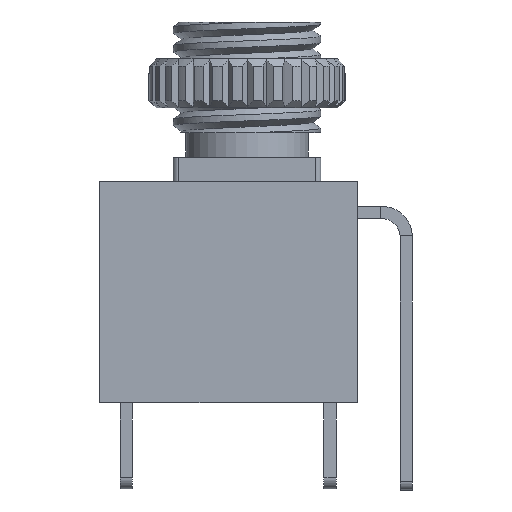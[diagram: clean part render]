
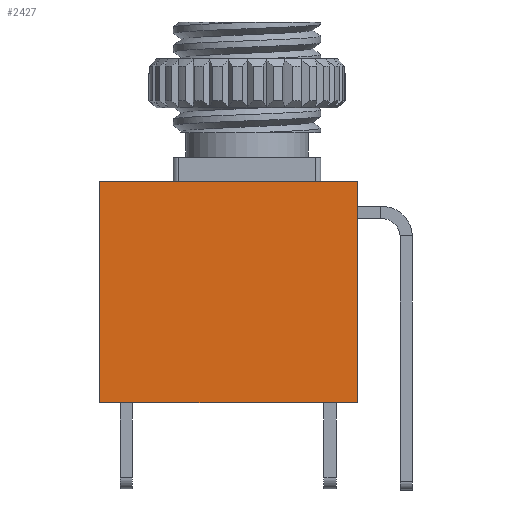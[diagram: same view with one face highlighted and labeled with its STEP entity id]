
A CAD part, left-side view. The second image highlights one B-rep face of the part: STEP entity #2427.
In plain terms, the highlighted planar face has unit normal (-1, 0, 0).
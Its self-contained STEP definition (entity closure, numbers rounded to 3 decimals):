
#32 = PLANE('',#33);
#33 = AXIS2_PLACEMENT_3D('',#34,#35,#36);
#34 = CARTESIAN_POINT('',(0.,0.75,9.));
#35 = DIRECTION('',(-0.,-0.,-1.));
#36 = DIRECTION('',(-1.,0.,0.));
#57 = VERTEX_POINT('',#58);
#58 = CARTESIAN_POINT('',(-4.5,-4.5,9.));
#72 = PLANE('',#73);
#73 = AXIS2_PLACEMENT_3D('',#74,#75,#76);
#74 = CARTESIAN_POINT('',(4.5,-4.5,0.));
#75 = DIRECTION('',(0.,-1.,0.));
#76 = DIRECTION('',(-1.,0.,0.));
#84 = EDGE_CURVE('',#57,#85,#87,.T.);
#85 = VERTEX_POINT('',#86);
#86 = CARTESIAN_POINT('',(-4.5,6.,9.));
#87 = SURFACE_CURVE('',#88,(#92,#99),.PCURVE_S1.);
#88 = LINE('',#89,#90);
#89 = CARTESIAN_POINT('',(-4.5,-4.5,9.));
#90 = VECTOR('',#91,1.);
#91 = DIRECTION('',(0.,1.,0.));
#92 = PCURVE('',#32,#93);
#93 = DEFINITIONAL_REPRESENTATION('',(#94),#98);
#94 = LINE('',#95,#96);
#95 = CARTESIAN_POINT('',(4.5,-5.25));
#96 = VECTOR('',#97,1.);
#97 = DIRECTION('',(0.,1.));
#98 = ( GEOMETRIC_REPRESENTATION_CONTEXT(2) 
PARAMETRIC_REPRESENTATION_CONTEXT() REPRESENTATION_CONTEXT('2D SPACE',''
  ) );
#99 = PCURVE('',#100,#105);
#100 = PLANE('',#101);
#101 = AXIS2_PLACEMENT_3D('',#102,#103,#104);
#102 = CARTESIAN_POINT('',(-4.5,-4.5,0.));
#103 = DIRECTION('',(-1.,0.,0.));
#104 = DIRECTION('',(0.,1.,0.));
#105 = DEFINITIONAL_REPRESENTATION('',(#106),#110);
#106 = LINE('',#107,#108);
#107 = CARTESIAN_POINT('',(0.,-9.));
#108 = VECTOR('',#109,1.);
#109 = DIRECTION('',(1.,0.));
#110 = ( GEOMETRIC_REPRESENTATION_CONTEXT(2) 
PARAMETRIC_REPRESENTATION_CONTEXT() REPRESENTATION_CONTEXT('2D SPACE',''
  ) );
#128 = PLANE('',#129);
#129 = AXIS2_PLACEMENT_3D('',#130,#131,#132);
#130 = CARTESIAN_POINT('',(-4.5,6.,0.));
#131 = DIRECTION('',(0.,1.,0.));
#132 = DIRECTION('',(1.,0.,0.));
#1834 = VERTEX_POINT('',#1835);
#1835 = CARTESIAN_POINT('',(-4.5,-4.5,0.));
#1849 = PLANE('',#1850);
#1850 = AXIS2_PLACEMENT_3D('',#1851,#1852,#1853);
#1851 = CARTESIAN_POINT('',(0.,0.75,0.));
#1852 = DIRECTION('',(-0.,-0.,-1.));
#1853 = DIRECTION('',(-1.,0.,0.));
#2014 = EDGE_CURVE('',#1834,#57,#2015,.T.);
#2015 = SURFACE_CURVE('',#2016,(#2020,#2027),.PCURVE_S1.);
#2016 = LINE('',#2017,#2018);
#2017 = CARTESIAN_POINT('',(-4.5,-4.5,0.));
#2018 = VECTOR('',#2019,1.);
#2019 = DIRECTION('',(0.,0.,1.));
#2020 = PCURVE('',#72,#2021);
#2021 = DEFINITIONAL_REPRESENTATION('',(#2022),#2026);
#2022 = LINE('',#2023,#2024);
#2023 = CARTESIAN_POINT('',(9.,0.));
#2024 = VECTOR('',#2025,1.);
#2025 = DIRECTION('',(0.,-1.));
#2026 = ( GEOMETRIC_REPRESENTATION_CONTEXT(2) 
PARAMETRIC_REPRESENTATION_CONTEXT() REPRESENTATION_CONTEXT('2D SPACE',''
  ) );
#2027 = PCURVE('',#100,#2028);
#2028 = DEFINITIONAL_REPRESENTATION('',(#2029),#2033);
#2029 = LINE('',#2030,#2031);
#2030 = CARTESIAN_POINT('',(0.,0.));
#2031 = VECTOR('',#2032,1.);
#2032 = DIRECTION('',(0.,-1.));
#2033 = ( GEOMETRIC_REPRESENTATION_CONTEXT(2) 
PARAMETRIC_REPRESENTATION_CONTEXT() REPRESENTATION_CONTEXT('2D SPACE',''
  ) );
#2088 = VERTEX_POINT('',#2089);
#2089 = CARTESIAN_POINT('',(-4.5,6.,0.));
#2110 = EDGE_CURVE('',#2088,#85,#2111,.T.);
#2111 = SURFACE_CURVE('',#2112,(#2116,#2123),.PCURVE_S1.);
#2112 = LINE('',#2113,#2114);
#2113 = CARTESIAN_POINT('',(-4.5,6.,0.));
#2114 = VECTOR('',#2115,1.);
#2115 = DIRECTION('',(0.,0.,1.));
#2116 = PCURVE('',#128,#2117);
#2117 = DEFINITIONAL_REPRESENTATION('',(#2118),#2122);
#2118 = LINE('',#2119,#2120);
#2119 = CARTESIAN_POINT('',(0.,0.));
#2120 = VECTOR('',#2121,1.);
#2121 = DIRECTION('',(0.,-1.));
#2122 = ( GEOMETRIC_REPRESENTATION_CONTEXT(2) 
PARAMETRIC_REPRESENTATION_CONTEXT() REPRESENTATION_CONTEXT('2D SPACE',''
  ) );
#2123 = PCURVE('',#100,#2124);
#2124 = DEFINITIONAL_REPRESENTATION('',(#2125),#2129);
#2125 = LINE('',#2126,#2127);
#2126 = CARTESIAN_POINT('',(10.5,0.));
#2127 = VECTOR('',#2128,1.);
#2128 = DIRECTION('',(0.,-1.));
#2129 = ( GEOMETRIC_REPRESENTATION_CONTEXT(2) 
PARAMETRIC_REPRESENTATION_CONTEXT() REPRESENTATION_CONTEXT('2D SPACE',''
  ) );
#2427 = ADVANCED_FACE('',(#2428),#100,.T.);
#2428 = FACE_BOUND('',#2429,.T.);
#2429 = EDGE_LOOP('',(#2430,#2431,#2432,#2433));
#2430 = ORIENTED_EDGE('',*,*,#2014,.T.);
#2431 = ORIENTED_EDGE('',*,*,#84,.T.);
#2432 = ORIENTED_EDGE('',*,*,#2110,.F.);
#2433 = ORIENTED_EDGE('',*,*,#2434,.F.);
#2434 = EDGE_CURVE('',#1834,#2088,#2435,.T.);
#2435 = SURFACE_CURVE('',#2436,(#2440,#2447),.PCURVE_S1.);
#2436 = LINE('',#2437,#2438);
#2437 = CARTESIAN_POINT('',(-4.5,-4.5,0.));
#2438 = VECTOR('',#2439,1.);
#2439 = DIRECTION('',(0.,1.,0.));
#2440 = PCURVE('',#100,#2441);
#2441 = DEFINITIONAL_REPRESENTATION('',(#2442),#2446);
#2442 = LINE('',#2443,#2444);
#2443 = CARTESIAN_POINT('',(0.,0.));
#2444 = VECTOR('',#2445,1.);
#2445 = DIRECTION('',(1.,0.));
#2446 = ( GEOMETRIC_REPRESENTATION_CONTEXT(2) 
PARAMETRIC_REPRESENTATION_CONTEXT() REPRESENTATION_CONTEXT('2D SPACE',''
  ) );
#2447 = PCURVE('',#1849,#2448);
#2448 = DEFINITIONAL_REPRESENTATION('',(#2449),#2453);
#2449 = LINE('',#2450,#2451);
#2450 = CARTESIAN_POINT('',(4.5,-5.25));
#2451 = VECTOR('',#2452,1.);
#2452 = DIRECTION('',(0.,1.));
#2453 = ( GEOMETRIC_REPRESENTATION_CONTEXT(2) 
PARAMETRIC_REPRESENTATION_CONTEXT() REPRESENTATION_CONTEXT('2D SPACE',''
  ) );
